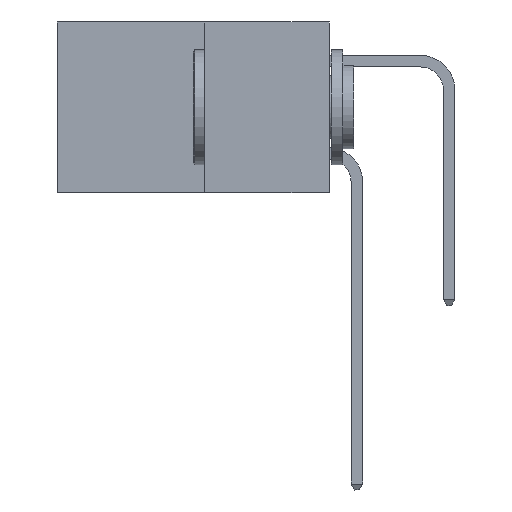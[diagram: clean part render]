
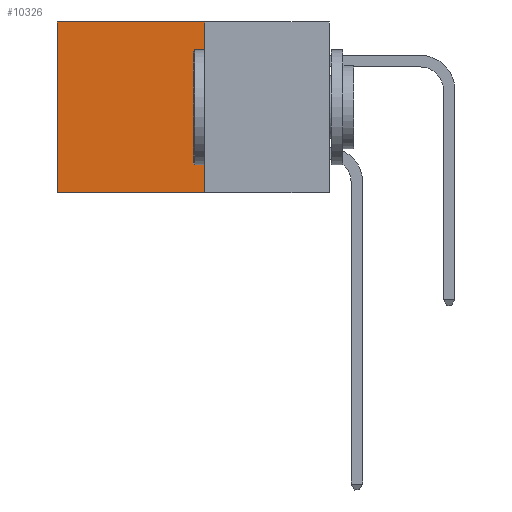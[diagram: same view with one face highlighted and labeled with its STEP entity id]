
A CAD part, left-side view. The second image highlights one B-rep face of the part: STEP entity #10326.
In plain terms, the highlighted planar face has unit normal (-1, 0, 0).
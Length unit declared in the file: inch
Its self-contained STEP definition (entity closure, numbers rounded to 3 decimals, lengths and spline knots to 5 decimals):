
#62 = DIRECTION ( 'NONE',  ( 0., 0., -1. ) ) ;
#100 = CARTESIAN_POINT ( 'NONE',  ( 0.277, 0.59, -0.37 ) ) ;
#251 = EDGE_LOOP ( 'NONE', ( #5610, #7291, #8339, #7613 ) ) ;
#435 = CARTESIAN_POINT ( 'NONE',  ( 0.277, 0.27, 0. ) ) ;
#438 = DIRECTION ( 'NONE',  ( 0., 1., 0. ) ) ;
#939 = CARTESIAN_POINT ( 'NONE',  ( 0.277, 0.27, -0.37 ) ) ;
#1112 = VERTEX_POINT ( 'NONE', #4835 ) ;
#1256 = EDGE_CURVE ( 'NONE', #1112, #6174, #5644, .T. ) ;
#2391 = PLANE ( 'NONE',  #4653 ) ;
#2661 = EDGE_CURVE ( 'NONE', #4938, #6174, #5051, .T. ) ;
#2833 = LINE ( 'NONE', #8507, #7384 ) ;
#3306 = DIRECTION ( 'NONE',  ( 0., 0., -1. ) ) ;
#4096 = DIRECTION ( 'NONE',  ( 0., 1., 0. ) ) ;
#4371 = FACE_OUTER_BOUND ( 'NONE', #251, .T. ) ;
#4634 = EDGE_CURVE ( 'NONE', #6512, #1112, #6817, .T. ) ;
#4653 = AXIS2_PLACEMENT_3D ( 'NONE', #5122, #8788, #3306 ) ;
#4835 = CARTESIAN_POINT ( 'NONE',  ( 0.277, 0.59, 0. ) ) ;
#4938 = VERTEX_POINT ( 'NONE', #10293 ) ;
#5042 = EDGE_CURVE ( 'NONE', #6512, #4938, #2833, .T. ) ;
#5051 = LINE ( 'NONE', #939, #9325 ) ;
#5122 = CARTESIAN_POINT ( 'NONE',  ( 0.277, 0.27, -0.37 ) ) ;
#5610 = ORIENTED_EDGE ( 'NONE', *, *, #1256, .T. ) ;
#5644 = LINE ( 'NONE', #100, #7771 ) ;
#6174 = VERTEX_POINT ( 'NONE', #9519 ) ;
#6512 = VERTEX_POINT ( 'NONE', #11721 ) ;
#6817 = LINE ( 'NONE', #435, #11346 ) ;
#7291 = ORIENTED_EDGE ( 'NONE', *, *, #2661, .F. ) ;
#7384 = VECTOR ( 'NONE', #8413, 39.37008 ) ;
#7613 = ORIENTED_EDGE ( 'NONE', *, *, #4634, .T. ) ;
#7771 = VECTOR ( 'NONE', #62, 39.37008 ) ;
#8339 = ORIENTED_EDGE ( 'NONE', *, *, #5042, .F. ) ;
#8413 = DIRECTION ( 'NONE',  ( 0., 0., -1. ) ) ;
#8507 = CARTESIAN_POINT ( 'NONE',  ( 0.277, 0.27, -0.37 ) ) ;
#8788 = DIRECTION ( 'NONE',  ( 1., 0., 0. ) ) ;
#9325 = VECTOR ( 'NONE', #4096, 39.37008 ) ;
#9519 = CARTESIAN_POINT ( 'NONE',  ( 0.277, 0.59, -0.37 ) ) ;
#10293 = CARTESIAN_POINT ( 'NONE',  ( 0.277, 0.27, -0.37 ) ) ;
#10326 = ADVANCED_FACE ( 'NONE', ( #4371 ), #2391, .F. ) ;
#11346 = VECTOR ( 'NONE', #438, 39.37008 ) ;
#11721 = CARTESIAN_POINT ( 'NONE',  ( 0.277, 0.27, 0. ) ) ;
